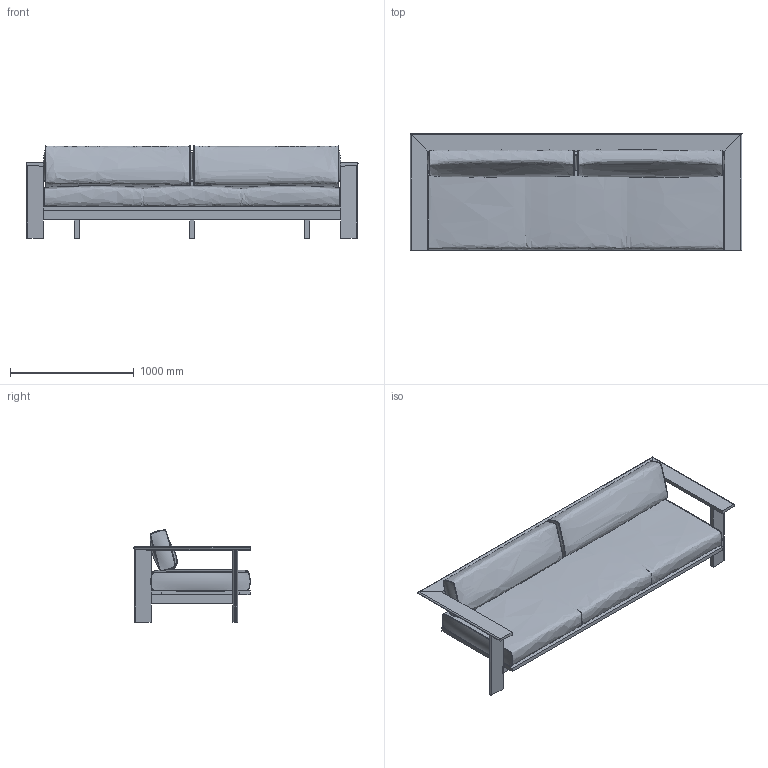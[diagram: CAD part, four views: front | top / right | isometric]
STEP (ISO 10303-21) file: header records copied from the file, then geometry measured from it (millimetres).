
FILE_DESCRIPTION(/* description */ (''),/* implementation_level */ '2;1');
FILE_NAME(/* name */ 'Rail_CB-493A_3D',/* time_stamp */ '2023-10-06T12:58:42+02:00',/* author */ (''),/* organization */ (''),/* preprocessor_version */ 'ST-DEVELOPER v16.5',/* originating_system */ 'Rhino 7.31',/* authorisation */ '');
FILE_SCHEMA (('AUTOMOTIVE_DESIGN'));
Length unit declared in the file: centimetre
Products named in the file (2): Document; Rail_CB-493A
Assembly tree (1 placements, depth 2):
  Document
    Rail_CB-493A
Bounding box: 2680 x 941.27 x 746.16 mm (x, y, z)
Volume: 87805718.3 mm3; surface area: 15137407.3 mm2
Topology: 47 solids, 56 shells, 281 faces, 584 edges, 389 vertices
Faces by surface type: plane 238, cylinder 27, bspline 16
Entity records: 59549 total; most frequent: CARTESIAN_POINT 54582, ORIENTED_EDGE 1156, EDGE_CURVE 584, B_SPLINE_CURVE_WITH_KNOTS 523, VERTEX_POINT 389, ADVANCED_FACE 281, FACE_OUTER_BOUND 281, EDGE_LOOP 281
